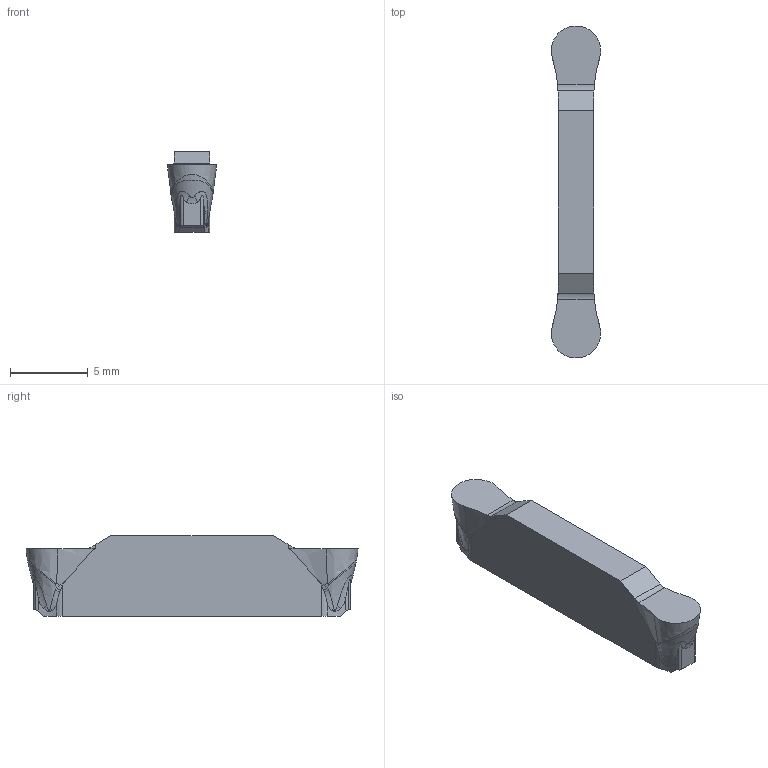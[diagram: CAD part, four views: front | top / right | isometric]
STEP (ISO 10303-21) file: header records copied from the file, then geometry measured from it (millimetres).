
FILE_DESCRIPTION((''),'2;1');
FILE_NAME('GY2M0318F159N-B','2021-02-26T14:17:40',('tlyac05'),('PTC Japan'),'CREO PARAMETRIC BY PTC INC, 2018500','CREO PARAMETRIC BY PTC INC, 2018500','');
FILE_SCHEMA(('AUTOMOTIVE_DESIGN { 1 0 10303 214 1 1 1 1 }'));
Length unit declared in the file: millimetre
Products named in the file (1): GY2M0318F159N-B
Bounding box: 3.18 x 21.4 x 5.2 mm (x, y, z)
Volume: 230.1 mm3; surface area: 312.2 mm2
Topology: 1 solids, 1 shells, 98 faces, 294 edges, 198 vertices
Faces by surface type: bspline 50, cylinder 24, plane 18, torus 4, cone 2
Entity records: 9736 total; most frequent: CARTESIAN_POINT 5578, ORIENTED_EDGE 544, PRESENTATION_STYLE_ASSIGNMENT 395, STYLED_ITEM 297, CURVE_STYLE 296, EDGE_CURVE 272, B_SPLINE_CURVE_WITH_KNOTS 214, DIRECTION 206
